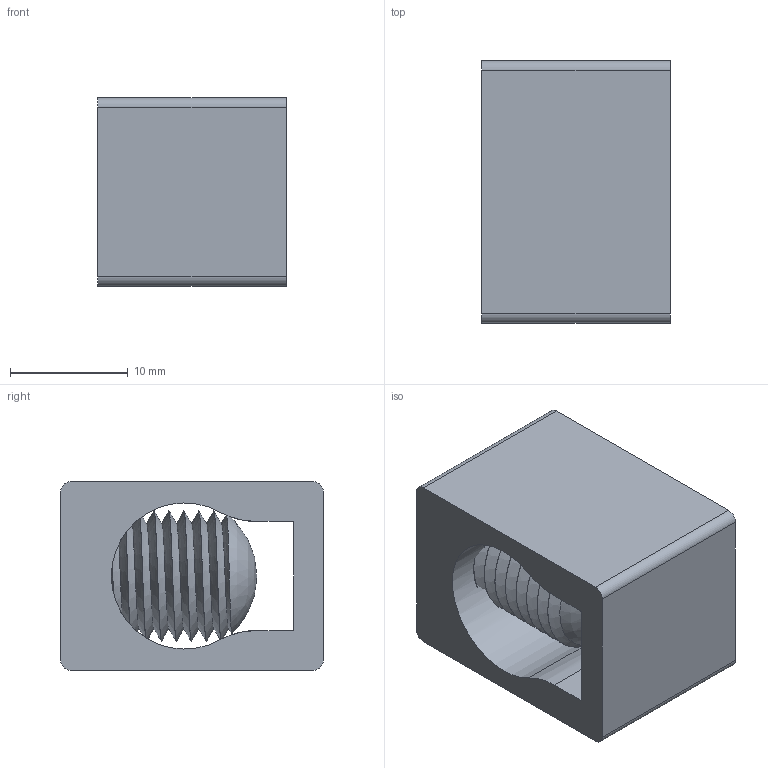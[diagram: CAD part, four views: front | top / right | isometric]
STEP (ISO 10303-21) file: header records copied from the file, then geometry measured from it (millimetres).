
FILE_DESCRIPTION(('FreeCAD Model'),'2;1');
FILE_NAME('Open CASCADE Shape Model','2021-07-22T14:59:14',('Author'),( ''),'Open CASCADE STEP processor 7.5','FreeCAD','Unknown');
FILE_SCHEMA(('AUTOMOTIVE_DESIGN { 1 0 10303 214 1 1 1 1 }'));
Length unit declared in the file: millimetre
Products named in the file (3): Unnamed; B2-0; 11703-M
Assembly tree (2 placements, depth 2):
  Unnamed
    B2-0
    11703-M
Bounding box: 16 x 22.28 x 16 mm (x, y, z)
Volume: 3830.8 mm3; surface area: 3484 mm2
Topology: 2 solids, 2 shells, 42 faces, 114 edges, 76 vertices
Faces by surface type: plane 22, cylinder 13, cone 4, bspline 2, sphere 1
Full cylindrical faces by diameter (mm): 9.728 x1
Entity records: 3712 total; most frequent: CARTESIAN_POINT 2621, ORIENTED_EDGE 224, DIRECTION 199, EDGE_CURVE 112, VERTEX_POINT 76, AXIS2_PLACEMENT_3D 71, LINE 57, VECTOR 57
